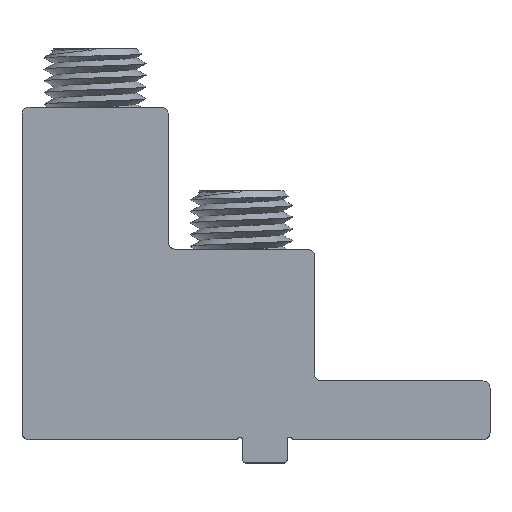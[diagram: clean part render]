
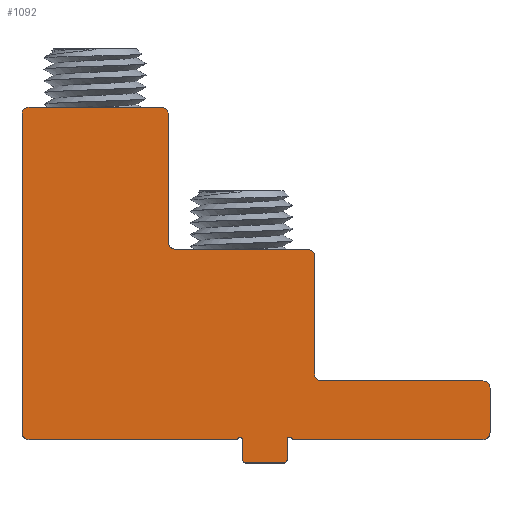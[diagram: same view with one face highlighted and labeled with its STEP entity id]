
A CAD part, top view. The second image highlights one B-rep face of the part: STEP entity #1092.
In plain terms, the highlighted planar face has unit normal (0, 0, 1).
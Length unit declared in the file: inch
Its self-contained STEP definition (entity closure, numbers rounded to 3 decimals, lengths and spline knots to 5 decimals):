
#103=PLANE('',#1211);
#129=FACE_OUTER_BOUND('',#196,.T.);
#196=EDGE_LOOP('',(#788,#789,#790,#791,#792,#793,#794,#795,#796,#797,#798,
#799,#800,#801,#802,#803,#804,#805,#806,#807,#808,#809,#810,#811,#812,#813));
#281=LINE('',#1644,#356);
#295=LINE('',#1701,#370);
#297=LINE('',#1711,#372);
#298=LINE('',#1715,#373);
#299=LINE('',#1719,#374);
#300=LINE('',#1725,#375);
#301=LINE('',#1729,#376);
#302=LINE('',#1733,#377);
#303=LINE('',#1737,#378);
#304=LINE('',#1741,#379);
#305=LINE('',#1745,#380);
#306=LINE('',#1747,#381);
#356=VECTOR('',#1325,0.3937);
#370=VECTOR('',#1373,0.3937);
#372=VECTOR('',#1383,0.3937);
#373=VECTOR('',#1386,0.3937);
#374=VECTOR('',#1389,0.3937);
#375=VECTOR('',#1394,0.3937);
#376=VECTOR('',#1397,0.3937);
#377=VECTOR('',#1400,0.3937);
#378=VECTOR('',#1403,0.3937);
#379=VECTOR('',#1406,0.3937);
#380=VECTOR('',#1409,0.3937);
#381=VECTOR('',#1412,0.3937);
#428=CIRCLE('',#1191,0.03);
#442=CIRCLE('',#1208,0.03);
#444=CIRCLE('',#1212,0.015);
#445=CIRCLE('',#1213,0.01);
#446=CIRCLE('',#1214,0.015);
#447=CIRCLE('',#1215,0.015);
#448=CIRCLE('',#1216,0.01);
#449=CIRCLE('',#1217,0.015);
#450=CIRCLE('',#1218,0.03);
#451=CIRCLE('',#1219,0.03);
#452=CIRCLE('',#1220,0.03);
#453=CIRCLE('',#1221,0.03);
#454=CIRCLE('',#1222,0.03);
#455=CIRCLE('',#1223,0.03);
#480=VERTEX_POINT('',#1634);
#481=VERTEX_POINT('',#1636);
#483=VERTEX_POINT('',#1642);
#507=VERTEX_POINT('',#1694);
#508=VERTEX_POINT('',#1696);
#509=VERTEX_POINT('',#1700);
#511=VERTEX_POINT('',#1706);
#512=VERTEX_POINT('',#1708);
#513=VERTEX_POINT('',#1710);
#514=VERTEX_POINT('',#1712);
#515=VERTEX_POINT('',#1714);
#516=VERTEX_POINT('',#1716);
#517=VERTEX_POINT('',#1718);
#518=VERTEX_POINT('',#1720);
#519=VERTEX_POINT('',#1722);
#520=VERTEX_POINT('',#1724);
#521=VERTEX_POINT('',#1726);
#522=VERTEX_POINT('',#1728);
#523=VERTEX_POINT('',#1730);
#524=VERTEX_POINT('',#1732);
#525=VERTEX_POINT('',#1734);
#526=VERTEX_POINT('',#1736);
#527=VERTEX_POINT('',#1738);
#528=VERTEX_POINT('',#1740);
#529=VERTEX_POINT('',#1742);
#530=VERTEX_POINT('',#1744);
#589=EDGE_CURVE('',#480,#481,#428,.T.);
#593=EDGE_CURVE('',#483,#480,#281,.T.);
#619=EDGE_CURVE('',#507,#508,#442,.T.);
#621=EDGE_CURVE('',#508,#509,#295,.T.);
#624=EDGE_CURVE('',#511,#483,#444,.T.);
#625=EDGE_CURVE('',#511,#512,#445,.T.);
#626=EDGE_CURVE('',#513,#512,#297,.T.);
#627=EDGE_CURVE('',#514,#513,#446,.T.);
#628=EDGE_CURVE('',#515,#514,#298,.T.);
#629=EDGE_CURVE('',#516,#515,#447,.T.);
#630=EDGE_CURVE('',#517,#516,#299,.T.);
#631=EDGE_CURVE('',#517,#518,#448,.T.);
#632=EDGE_CURVE('',#519,#518,#449,.T.);
#633=EDGE_CURVE('',#520,#519,#300,.T.);
#634=EDGE_CURVE('',#521,#520,#450,.T.);
#635=EDGE_CURVE('',#522,#521,#301,.T.);
#636=EDGE_CURVE('',#523,#522,#451,.T.);
#637=EDGE_CURVE('',#524,#523,#302,.T.);
#638=EDGE_CURVE('',#525,#524,#452,.T.);
#639=EDGE_CURVE('',#526,#525,#303,.T.);
#640=EDGE_CURVE('',#527,#526,#453,.T.);
#641=EDGE_CURVE('',#528,#527,#304,.T.);
#642=EDGE_CURVE('',#529,#528,#454,.T.);
#643=EDGE_CURVE('',#530,#529,#305,.T.);
#644=EDGE_CURVE('',#509,#530,#455,.T.);
#645=EDGE_CURVE('',#481,#507,#306,.T.);
#788=ORIENTED_EDGE('',*,*,#589,.F.);
#789=ORIENTED_EDGE('',*,*,#593,.F.);
#790=ORIENTED_EDGE('',*,*,#624,.F.);
#791=ORIENTED_EDGE('',*,*,#625,.T.);
#792=ORIENTED_EDGE('',*,*,#626,.F.);
#793=ORIENTED_EDGE('',*,*,#627,.F.);
#794=ORIENTED_EDGE('',*,*,#628,.F.);
#795=ORIENTED_EDGE('',*,*,#629,.F.);
#796=ORIENTED_EDGE('',*,*,#630,.F.);
#797=ORIENTED_EDGE('',*,*,#631,.T.);
#798=ORIENTED_EDGE('',*,*,#632,.F.);
#799=ORIENTED_EDGE('',*,*,#633,.F.);
#800=ORIENTED_EDGE('',*,*,#634,.F.);
#801=ORIENTED_EDGE('',*,*,#635,.F.);
#802=ORIENTED_EDGE('',*,*,#636,.F.);
#803=ORIENTED_EDGE('',*,*,#637,.F.);
#804=ORIENTED_EDGE('',*,*,#638,.F.);
#805=ORIENTED_EDGE('',*,*,#639,.F.);
#806=ORIENTED_EDGE('',*,*,#640,.F.);
#807=ORIENTED_EDGE('',*,*,#641,.F.);
#808=ORIENTED_EDGE('',*,*,#642,.F.);
#809=ORIENTED_EDGE('',*,*,#643,.F.);
#810=ORIENTED_EDGE('',*,*,#644,.F.);
#811=ORIENTED_EDGE('',*,*,#621,.F.);
#812=ORIENTED_EDGE('',*,*,#619,.F.);
#813=ORIENTED_EDGE('',*,*,#645,.F.);
#1092=ADVANCED_FACE('',(#129),#103,.T.);
#1191=AXIS2_PLACEMENT_3D('',#1637,#1318,#1319);
#1208=AXIS2_PLACEMENT_3D('',#1697,#1368,#1369);
#1211=AXIS2_PLACEMENT_3D('',#1705,#1377,#1378);
#1212=AXIS2_PLACEMENT_3D('',#1707,#1379,#1380);
#1213=AXIS2_PLACEMENT_3D('',#1709,#1381,#1382);
#1214=AXIS2_PLACEMENT_3D('',#1713,#1384,#1385);
#1215=AXIS2_PLACEMENT_3D('',#1717,#1387,#1388);
#1216=AXIS2_PLACEMENT_3D('',#1721,#1390,#1391);
#1217=AXIS2_PLACEMENT_3D('',#1723,#1392,#1393);
#1218=AXIS2_PLACEMENT_3D('',#1727,#1395,#1396);
#1219=AXIS2_PLACEMENT_3D('',#1731,#1398,#1399);
#1220=AXIS2_PLACEMENT_3D('',#1735,#1401,#1402);
#1221=AXIS2_PLACEMENT_3D('',#1739,#1404,#1405);
#1222=AXIS2_PLACEMENT_3D('',#1743,#1407,#1408);
#1223=AXIS2_PLACEMENT_3D('',#1746,#1410,#1411);
#1318=DIRECTION('center_axis',(0.,0.,-1.));
#1319=DIRECTION('ref_axis',(-0.707,-0.707,0.));
#1325=DIRECTION('',(-1.,0.,0.));
#1368=DIRECTION('center_axis',(0.,0.,-1.));
#1369=DIRECTION('ref_axis',(-0.707,0.707,0.));
#1373=DIRECTION('',(1.,0.,0.));
#1377=DIRECTION('center_axis',(0.,0.,1.));
#1378=DIRECTION('ref_axis',(1.,0.,0.));
#1379=DIRECTION('center_axis',(0.,0.,-1.));
#1380=DIRECTION('ref_axis',(0.447,-0.894,0.));
#1381=DIRECTION('center_axis',(0.,0.,-1.));
#1382=DIRECTION('ref_axis',(-1.,0.,0.));
#1383=DIRECTION('',(0.,1.,0.));
#1384=DIRECTION('center_axis',(0.,0.,-1.));
#1385=DIRECTION('ref_axis',(-0.707,-0.707,0.));
#1386=DIRECTION('',(-1.,0.,0.));
#1387=DIRECTION('center_axis',(0.,0.,-1.));
#1388=DIRECTION('ref_axis',(0.707,-0.707,0.));
#1389=DIRECTION('',(0.,-1.,0.));
#1390=DIRECTION('center_axis',(0.,0.,-1.));
#1391=DIRECTION('ref_axis',(-1.,0.,0.));
#1392=DIRECTION('center_axis',(0.,0.,-1.));
#1393=DIRECTION('ref_axis',(-0.447,-0.894,0.));
#1394=DIRECTION('',(-1.,0.,0.));
#1395=DIRECTION('center_axis',(0.,0.,-1.));
#1396=DIRECTION('ref_axis',(0.707,-0.707,0.));
#1397=DIRECTION('',(0.,-1.,0.));
#1398=DIRECTION('center_axis',(0.,0.,-1.));
#1399=DIRECTION('ref_axis',(0.707,0.707,0.));
#1400=DIRECTION('',(1.,0.,0.));
#1401=DIRECTION('center_axis',(0.,0.,1.));
#1402=DIRECTION('ref_axis',(-0.707,-0.707,0.));
#1403=DIRECTION('',(0.,-1.,0.));
#1404=DIRECTION('center_axis',(0.,0.,-1.));
#1405=DIRECTION('ref_axis',(0.707,0.707,0.));
#1406=DIRECTION('',(1.,0.,0.));
#1407=DIRECTION('center_axis',(0.,0.,1.));
#1408=DIRECTION('ref_axis',(-0.707,-0.707,0.));
#1409=DIRECTION('',(0.,-1.,0.));
#1410=DIRECTION('center_axis',(0.,0.,-1.));
#1411=DIRECTION('ref_axis',(0.707,0.707,0.));
#1412=DIRECTION('',(0.,1.,0.));
#1634=CARTESIAN_POINT('',(-0.54476,-0.72951,0.));
#1636=CARTESIAN_POINT('',(-0.57476,-0.69951,0.));
#1637=CARTESIAN_POINT('Origin',(-0.54476,-0.69951,0.));
#1642=CARTESIAN_POINT('',(0.33824,-0.72951,0.));
#1644=CARTESIAN_POINT('',(0.36824,-0.72951,0.));
#1694=CARTESIAN_POINT('',(-0.57476,0.66049,0.));
#1696=CARTESIAN_POINT('',(-0.54476,0.69049,0.));
#1697=CARTESIAN_POINT('Origin',(-0.54476,0.66049,0.));
#1700=CARTESIAN_POINT('',(0.02024,0.69049,0.));
#1701=CARTESIAN_POINT('',(-0.57476,0.69049,0.));
#1705=CARTESIAN_POINT('Origin',(0.24778,-0.22233,0.));
#1706=CARTESIAN_POINT('',(0.35024,-0.72351,0.));
#1707=CARTESIAN_POINT('Origin',(0.33824,-0.71451,0.));
#1708=CARTESIAN_POINT('',(0.36824,-0.72951,0.));
#1709=CARTESIAN_POINT('Origin',(0.35824,-0.72951,0.));
#1710=CARTESIAN_POINT('',(0.36824,-0.81451,0.));
#1711=CARTESIAN_POINT('',(0.36824,-0.82951,0.));
#1712=CARTESIAN_POINT('',(0.38324,-0.82951,0.));
#1713=CARTESIAN_POINT('Origin',(0.38324,-0.81451,0.));
#1714=CARTESIAN_POINT('',(0.54324,-0.82951,0.));
#1715=CARTESIAN_POINT('',(0.55824,-0.82951,0.));
#1716=CARTESIAN_POINT('',(0.55824,-0.81451,0.));
#1717=CARTESIAN_POINT('Origin',(0.54324,-0.81451,0.));
#1718=CARTESIAN_POINT('',(0.55824,-0.72951,0.));
#1719=CARTESIAN_POINT('',(0.55824,-0.72951,0.));
#1720=CARTESIAN_POINT('',(0.57624,-0.72351,0.));
#1721=CARTESIAN_POINT('Origin',(0.56824,-0.72951,0.));
#1722=CARTESIAN_POINT('',(0.58824,-0.72951,0.));
#1723=CARTESIAN_POINT('Origin',(0.58824,-0.71451,0.));
#1724=CARTESIAN_POINT('',(1.39524,-0.72951,0.));
#1725=CARTESIAN_POINT('',(1.42524,-0.72951,0.));
#1726=CARTESIAN_POINT('',(1.42524,-0.69951,0.));
#1727=CARTESIAN_POINT('Origin',(1.39524,-0.69951,0.));
#1728=CARTESIAN_POINT('',(1.42524,-0.50951,0.));
#1729=CARTESIAN_POINT('',(1.42524,-0.47951,0.));
#1730=CARTESIAN_POINT('',(1.39524,-0.47951,0.));
#1731=CARTESIAN_POINT('Origin',(1.39524,-0.50951,0.));
#1732=CARTESIAN_POINT('',(0.70524,-0.47951,0.));
#1733=CARTESIAN_POINT('',(0.67524,-0.47951,0.));
#1734=CARTESIAN_POINT('',(0.67524,-0.44951,0.));
#1735=CARTESIAN_POINT('Origin',(0.70524,-0.44951,0.));
#1736=CARTESIAN_POINT('',(0.67524,0.05349,0.));
#1737=CARTESIAN_POINT('',(0.67524,0.08349,0.));
#1738=CARTESIAN_POINT('',(0.64524,0.08349,0.));
#1739=CARTESIAN_POINT('Origin',(0.64524,0.05349,0.));
#1740=CARTESIAN_POINT('',(0.08024,0.08349,0.));
#1741=CARTESIAN_POINT('',(0.05024,0.08349,0.));
#1742=CARTESIAN_POINT('',(0.05024,0.11349,0.));
#1743=CARTESIAN_POINT('Origin',(0.08024,0.11349,0.));
#1744=CARTESIAN_POINT('',(0.05024,0.66049,0.));
#1745=CARTESIAN_POINT('',(0.05024,0.69049,0.));
#1746=CARTESIAN_POINT('Origin',(0.02024,0.66049,0.));
#1747=CARTESIAN_POINT('',(-0.57476,-0.72951,0.));
